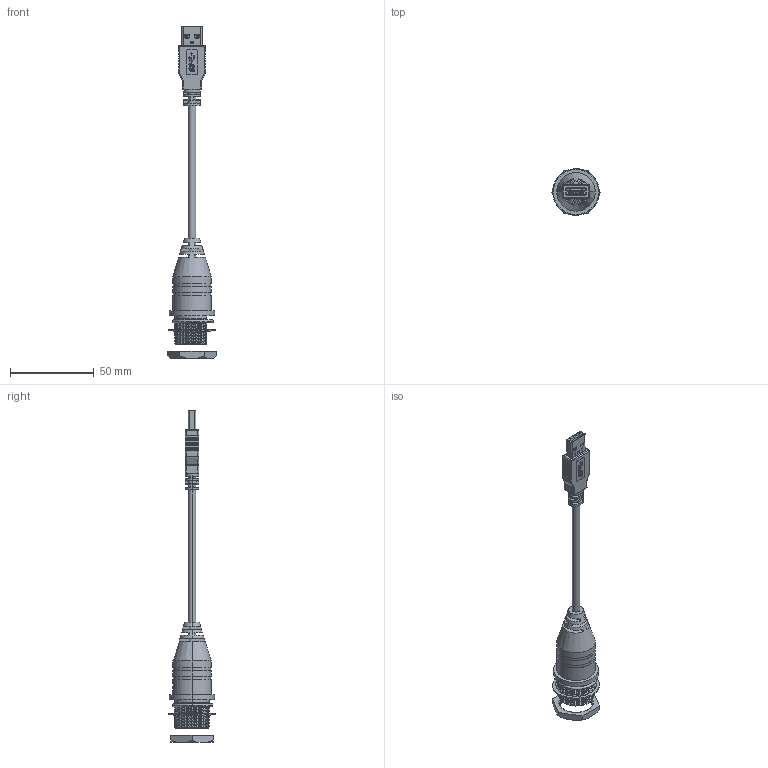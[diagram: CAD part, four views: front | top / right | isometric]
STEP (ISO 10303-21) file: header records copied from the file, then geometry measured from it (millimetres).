
FILE_DESCRIPTION (( 'STEP AP214' ), '1' );
FILE_NAME ('U3A00021_3D.STEP', '2020-01-22T15:51:02', ( '' ), ( '' ), 'SwSTEP 2.0', 'SolidWorks 2018', '' );
FILE_SCHEMA (( 'AUTOMOTIVE_DESIGN' ));
Length unit declared in the file: millimetre
Products named in the file (21): 1AJ09-137; 1AA05-046-MA1; MTN-1081; 1AJ03-033; U3A00021_3D; 1AJ03-032; MTN-594_NO CABLE; 1AA05-046-MA2_Without Crimp; 1AA05-046-MA3; MTN-593; 1AJ03-032-MA2___; MTN-1082_With cable; MTN-1082_MTN-XXX; 1AJ09-138; MTN-975; 1AA05-057___; 1AJ09-139; 1AJ03-032-MA1___
Assembly tree (38 placements, depth 4):
  U3A00021_3D
    1AJ09-137
    MTN-1082_MTN-XXX
      MTN-1082_With cable
      MTN-1081
        MTN-1081
        1AA05-057___
    MTN-975
    1AJ09-139
    1AJ03-033
    1AJ03-032
      1AJ03-032-MA1___
      1AJ03-032-MA2___  x19
    1AJ09-138
    MTN-594_NO CABLE
      MTN-593
        1AA05-046-MA3
        MTN-593
      1AA05-046-MA1
      1AA05-046-MA2_Without Crimp
      MTN-594_NO CABLE
Bounding box: 29.33 x 27.91 x 198.75 mm (x, y, z)
Volume: 31121.9 mm3; surface area: 25744.4 mm2
Topology: 47 solids, 48 shells, 2951 faces, 7872 edges, 5150 vertices
Faces by surface type: plane 1870, cylinder 660, bspline 361, cone 34, torus 18, sphere 8
Entity records: 143299 total; most frequent: CARTESIAN_POINT 69663, ORIENTED_EDGE 14996, DIRECTION 12688, EDGE_CURVE 7498, VECTOR 5290, LINE 5290, VERTEX_POINT 4934, AXIS2_PLACEMENT_3D 3699
